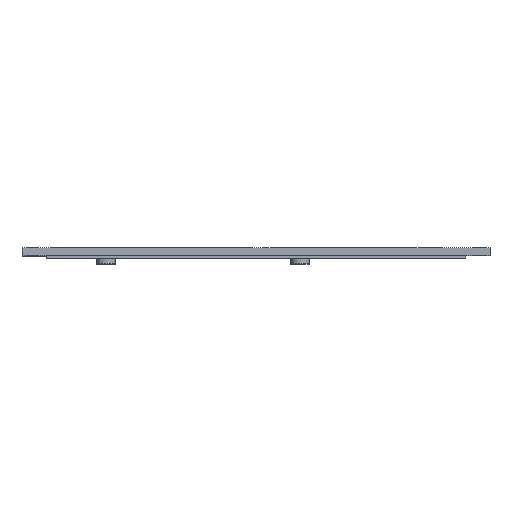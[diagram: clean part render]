
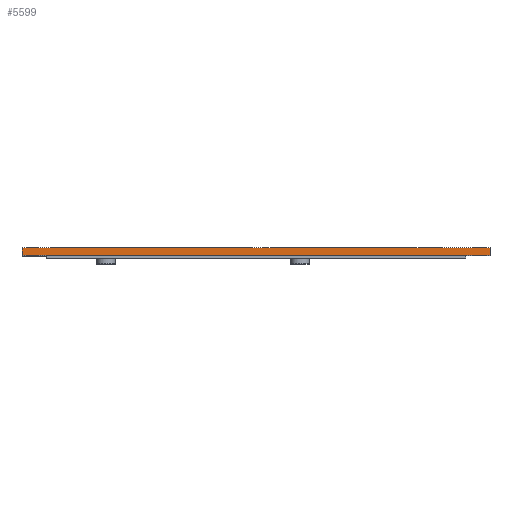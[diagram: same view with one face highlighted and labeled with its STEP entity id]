
A CAD part, top view. The second image highlights one B-rep face of the part: STEP entity #5599.
In plain terms, the highlighted face is planar.
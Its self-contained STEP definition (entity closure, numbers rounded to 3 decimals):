
#510=FACE_OUTER_BOUND('',#852,.T.);
#852=EDGE_LOOP('',(#4168,#4169,#4170,#4171));
#1243=LINE('',#8007,#1875);
#1336=LINE('',#8255,#1968);
#1353=LINE('',#8292,#1985);
#1360=LINE('',#8305,#1992);
#1875=VECTOR('',#6431,10.);
#1968=VECTOR('',#6694,10.);
#1985=VECTOR('',#6717,10.);
#1992=VECTOR('',#6736,10.);
#2509=VERTEX_POINT('',#8005);
#2510=VERTEX_POINT('',#8006);
#2579=VERTEX_POINT('',#8253);
#2580=VERTEX_POINT('',#8254);
#3032=EDGE_CURVE('',#2509,#2510,#1243,.T.);
#3154=EDGE_CURVE('',#2579,#2580,#1336,.T.);
#3173=EDGE_CURVE('',#2580,#2509,#1353,.T.);
#3180=EDGE_CURVE('',#2579,#2510,#1360,.T.);
#4168=ORIENTED_EDGE('',*,*,#3154,.F.);
#4169=ORIENTED_EDGE('',*,*,#3180,.T.);
#4170=ORIENTED_EDGE('',*,*,#3032,.F.);
#4171=ORIENTED_EDGE('',*,*,#3173,.F.);
#5366=PLANE('',#5977);
#5599=ADVANCED_FACE('',(#510),#5366,.T.);
#5977=AXIS2_PLACEMENT_3D('',#8306,#6737,#6738);
#6431=DIRECTION('',(1.,0.,0.));
#6694=DIRECTION('',(-1.,0.,0.));
#6717=DIRECTION('',(0.,0.,-1.));
#6736=DIRECTION('',(0.,0.,-1.));
#6737=DIRECTION('center_axis',(0.,1.,0.));
#6738=DIRECTION('ref_axis',(1.,0.,0.));
#8005=CARTESIAN_POINT('',(-86.3,329.05,-34.6));
#8006=CARTESIAN_POINT('',(86.25,329.05,-34.6));
#8007=CARTESIAN_POINT('',(43.112,329.05,-34.6));
#8253=CARTESIAN_POINT('',(86.25,329.05,-31.8));
#8254=CARTESIAN_POINT('',(-86.3,329.05,-31.8));
#8255=CARTESIAN_POINT('',(43.112,329.05,-31.8));
#8292=CARTESIAN_POINT('',(-86.3,329.05,-31.8));
#8305=CARTESIAN_POINT('',(86.25,329.05,-31.8));
#8306=CARTESIAN_POINT('Origin',(-86.3,329.05,-31.8));
